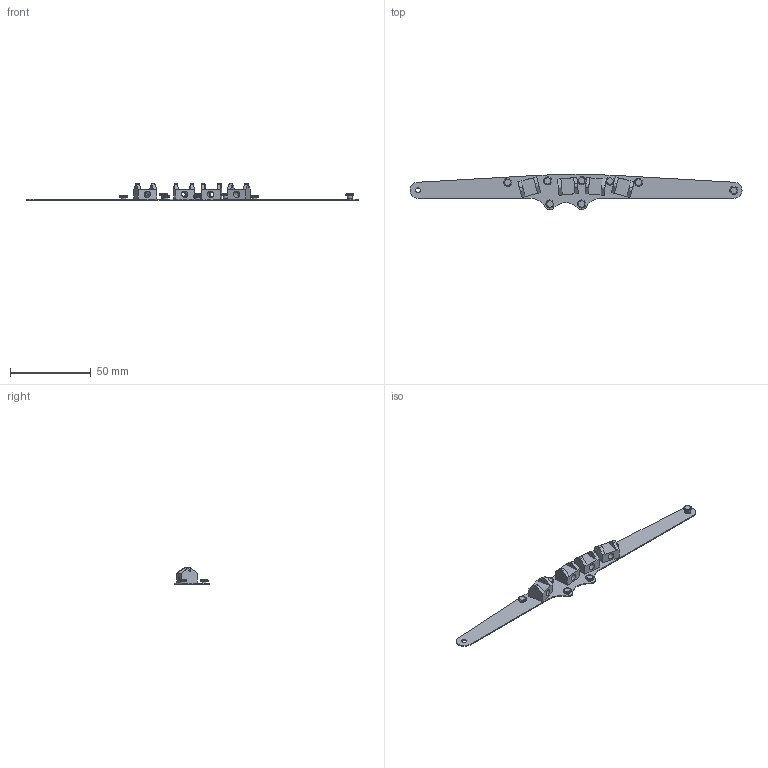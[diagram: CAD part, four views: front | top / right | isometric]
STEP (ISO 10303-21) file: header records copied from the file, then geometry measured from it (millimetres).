
FILE_DESCRIPTION(/* description */ (''),/* implementation_level */ '2;1');
FILE_NAME(/* name */ 'PMv2-PST.stp',/* time_stamp */ '2024-08-04T11:17:02+01:00',/* author */ ('thiba'),/* organization */ (''),/* preprocessor_version */ 'ST-DEVELOPER v20',/* originating_system */ 'Autodesk Inventor 2025',/* authorisation */ '');
FILE_SCHEMA (('AUTOMOTIVE_DESIGN { 1 0 10303 214 3 1 1 }'));
Length unit declared in the file: millimetre
Products named in the file (1): PM-test
Bounding box: 206 x 21.92 x 10.1 mm (x, y, z)
Volume: 4632.4 mm3; surface area: 8024 mm2
Topology: 1 solids, 1 shells, 131 faces, 291 edges, 186 vertices
Faces by surface type: plane 70, cylinder 49, torus 12
Full cylindrical faces by diameter (mm): 1 x8, 2.5 x4, 3 x9, 4 x4, 5 x8
Entity records: 3734 total; most frequent: DIRECTION 681, CARTESIAN_POINT 609, ORIENTED_EDGE 582, EDGE_CURVE 291, AXIS2_PLACEMENT_3D 258, VERTEX_POINT 186, EDGE_LOOP 181, LINE 165
